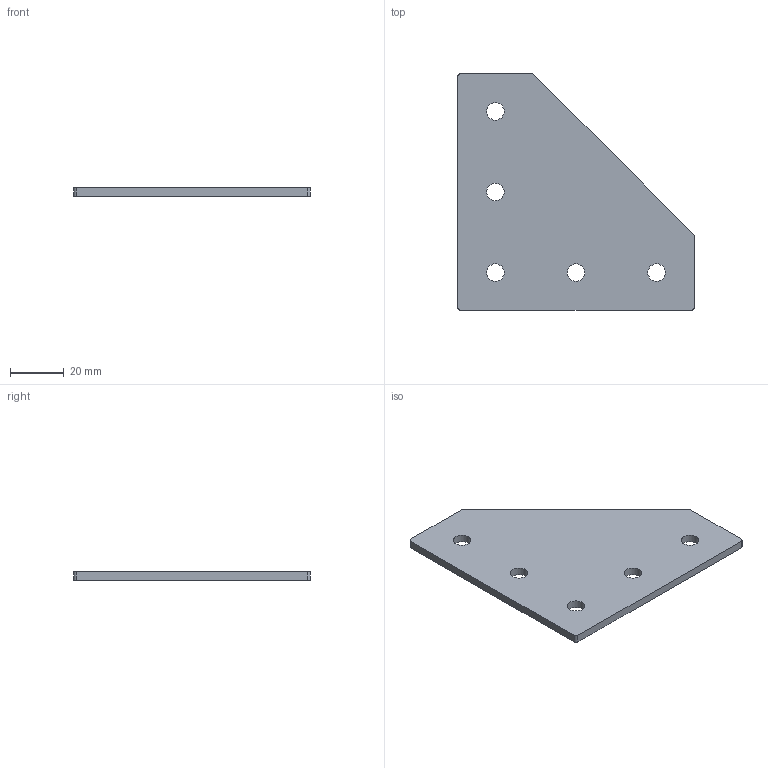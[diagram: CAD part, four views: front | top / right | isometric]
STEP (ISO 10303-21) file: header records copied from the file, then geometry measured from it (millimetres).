
FILE_DESCRIPTION(/* description */ (''),/* implementation_level */ '2;1');
FILE_NAME(/* name */ 'L-CONN 1TO1 [88 88 3] 30 H5 D6-5.stp',/* time_stamp */ '2016-10-06T11:16:52+02:00',/* author */ ('Richard'),/* organization */ (''),/* preprocessor_version */ 'ST-DEVELOPER v16.1',/* originating_system */ 'Autodesk Inventor 2016',/* authorisation */ '');
FILE_SCHEMA (('AUTOMOTIVE_DESIGN { 1 0 10303 214 3 1 1 }'));
Length unit declared in the file: millimetre
Products named in the file (1): L-CONN 1TO1 [88 88 3] 30 H5 D6-5
Bounding box: 88 x 88 x 3 mm (x, y, z)
Volume: 17332.2 mm3; surface area: 12807.5 mm2
Topology: 1 solids, 1 shells, 17 faces, 45 edges, 30 vertices
Faces by surface type: cylinder 10, plane 7
Full cylindrical faces by diameter (mm): 6.5 x5
Entity records: 558 total; most frequent: DIRECTION 96, CARTESIAN_POINT 88, ORIENTED_EDGE 80, EDGE_CURVE 40, AXIS2_PLACEMENT_3D 38, EDGE_LOOP 32, VERTEX_POINT 30, LINE 20
